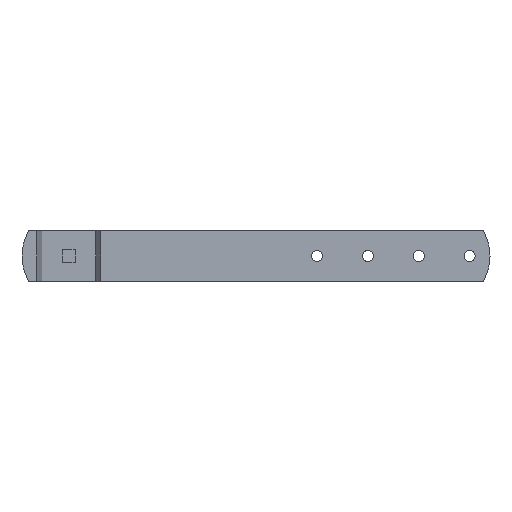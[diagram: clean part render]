
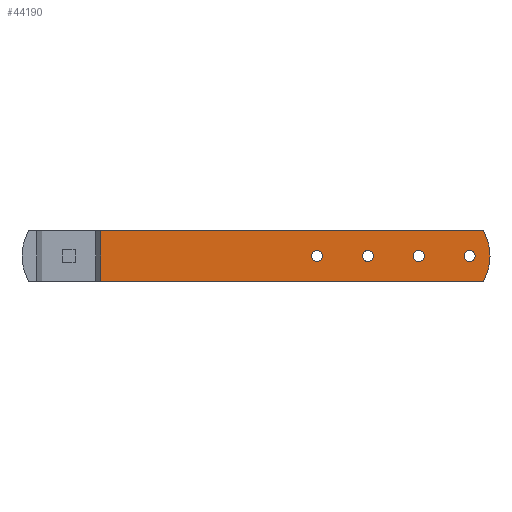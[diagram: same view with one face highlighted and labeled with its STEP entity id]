
A CAD part, front view. The second image highlights one B-rep face of the part: STEP entity #44190.
In plain terms, the highlighted planar face has unit normal (0, -1, 0).
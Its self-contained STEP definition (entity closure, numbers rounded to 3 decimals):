
#38990=CARTESIAN_POINT('',(38.647,0.,0.));
#39000=VERTEX_POINT('',#38990);
#39030=CARTESIAN_POINT('',(0.,-0.,-0.));
#39040=DIRECTION('',(1.,-0.,-0.));
#39050=VECTOR('',#39040,1.);
#39060=LINE('',#39030,#39050);
#39070=CARTESIAN_POINT('',(226.651,0.,0.));
#39080=VERTEX_POINT('',#39070);
#39090=EDGE_CURVE('',#39000,#39080,#39060,.T.);
#39630=CARTESIAN_POINT('',(226.651,0.,25.));
#39640=VERTEX_POINT('',#39630);
#39670=CARTESIAN_POINT('',(0.,-0.,25.));
#39680=DIRECTION('',(1.,-0.,-0.));
#39690=VECTOR('',#39680,1.);
#39700=LINE('',#39670,#39690);
#39710=CARTESIAN_POINT('',(38.647,0.,25.));
#39720=VERTEX_POINT('',#39710);
#39730=EDGE_CURVE('',#39720,#39640,#39700,.T.);
#42860=CARTESIAN_POINT('',(38.647,0.,0.));
#42870=DIRECTION('',(-0.,0.,1.));
#42880=VECTOR('',#42870,1.);
#42890=LINE('',#42860,#42880);
#42900=EDGE_CURVE('',#39000,#39720,#42890,.T.);
#43380=CARTESIAN_POINT('',(230.,0.,0.));
#43390=DIRECTION('',(-0.,-1.,-0.));
#43400=DIRECTION('',(-1.,0.,0.));
#43410=AXIS2_PLACEMENT_3D('',#43380,#43390,#43400);
#43420=PLANE('',#43410);
#43430=CARTESIAN_POINT('',(170.,0.,12.5));
#43440=DIRECTION('',(0.,1.,0.));
#43450=DIRECTION('',(1.,0.,0.));
#43460=AXIS2_PLACEMENT_3D('',#43430,#43440,#43450);
#43470=CIRCLE('',#43460,2.75);
#43480=CARTESIAN_POINT('',(172.75,0.,12.5));
#43490=VERTEX_POINT('',#43480);
#43500=CARTESIAN_POINT('',(167.25,0.,12.5));
#43510=VERTEX_POINT('',#43500);
#43520=EDGE_CURVE('',#43490,#43510,#43470,.T.);
#43530=ORIENTED_EDGE('',*,*,#43520,.T.);
#43540=EDGE_CURVE('',#43510,#43490,#43470,.T.);
#43550=ORIENTED_EDGE('',*,*,#43540,.T.);
#43560=EDGE_LOOP('',(#43550,#43530));
#43570=FACE_BOUND('',#43560,.T.);
#43580=CARTESIAN_POINT('',(220.,0.,12.5));
#43590=DIRECTION('',(0.,1.,0.));
#43600=DIRECTION('',(1.,0.,0.));
#43610=AXIS2_PLACEMENT_3D('',#43580,#43590,#43600);
#43620=CIRCLE('',#43610,2.75);
#43630=CARTESIAN_POINT('',(222.75,0.,12.5));
#43640=VERTEX_POINT('',#43630);
#43650=CARTESIAN_POINT('',(217.25,0.,12.5));
#43660=VERTEX_POINT('',#43650);
#43670=EDGE_CURVE('',#43640,#43660,#43620,.T.);
#43680=ORIENTED_EDGE('',*,*,#43670,.T.);
#43690=EDGE_CURVE('',#43660,#43640,#43620,.T.);
#43700=ORIENTED_EDGE('',*,*,#43690,.T.);
#43710=EDGE_LOOP('',(#43700,#43680));
#43720=FACE_BOUND('',#43710,.T.);
#43730=CARTESIAN_POINT('',(195.,0.,12.5));
#43740=DIRECTION('',(0.,1.,0.));
#43750=DIRECTION('',(1.,0.,0.));
#43760=AXIS2_PLACEMENT_3D('',#43730,#43740,#43750);
#43770=CIRCLE('',#43760,2.75);
#43780=CARTESIAN_POINT('',(197.75,0.,12.5));
#43790=VERTEX_POINT('',#43780);
#43800=CARTESIAN_POINT('',(192.25,0.,12.5));
#43810=VERTEX_POINT('',#43800);
#43820=EDGE_CURVE('',#43790,#43810,#43770,.T.);
#43830=ORIENTED_EDGE('',*,*,#43820,.T.);
#43840=EDGE_CURVE('',#43810,#43790,#43770,.T.);
#43850=ORIENTED_EDGE('',*,*,#43840,.T.);
#43860=EDGE_LOOP('',(#43850,#43830));
#43870=FACE_BOUND('',#43860,.T.);
#43880=CARTESIAN_POINT('',(145.,0.,12.5));
#43890=DIRECTION('',(0.,1.,0.));
#43900=DIRECTION('',(1.,0.,0.));
#43910=AXIS2_PLACEMENT_3D('',#43880,#43890,#43900);
#43920=CIRCLE('',#43910,2.75);
#43930=CARTESIAN_POINT('',(147.75,0.,12.5));
#43940=VERTEX_POINT('',#43930);
#43950=CARTESIAN_POINT('',(142.25,0.,12.5));
#43960=VERTEX_POINT('',#43950);
#43970=EDGE_CURVE('',#43940,#43960,#43920,.T.);
#43980=ORIENTED_EDGE('',*,*,#43970,.T.);
#43990=EDGE_CURVE('',#43960,#43940,#43920,.T.);
#44000=ORIENTED_EDGE('',*,*,#43990,.T.);
#44010=EDGE_LOOP('',(#44000,#43980));
#44020=FACE_BOUND('',#44010,.T.);
#44030=ORIENTED_EDGE('',*,*,#39730,.F.);
#44040=CARTESIAN_POINT('',(205.,0.,12.5));
#44050=DIRECTION('',(0.,1.,0.));
#44060=DIRECTION('',(1.,0.,0.));
#44070=AXIS2_PLACEMENT_3D('',#44040,#44050,#44060);
#44080=CIRCLE('',#44070,25.);
#44090=CARTESIAN_POINT('',(230.,0.,12.5));
#44100=VERTEX_POINT('',#44090);
#44110=EDGE_CURVE('',#39640,#44100,#44080,.T.);
#44120=ORIENTED_EDGE('',*,*,#44110,.F.);
#44130=EDGE_CURVE('',#44100,#39080,#44080,.T.);
#44140=ORIENTED_EDGE('',*,*,#44130,.F.);
#44150=ORIENTED_EDGE('',*,*,#39090,.T.);
#44160=ORIENTED_EDGE('',*,*,#42900,.F.);
#44170=EDGE_LOOP('',(#44160,#44150,#44140,#44120,#44030));
#44180=FACE_OUTER_BOUND('',#44170,.T.);
#44190=ADVANCED_FACE('',(#43570,#43720,#43870,#44020,#44180),#43420,.T.)
;
